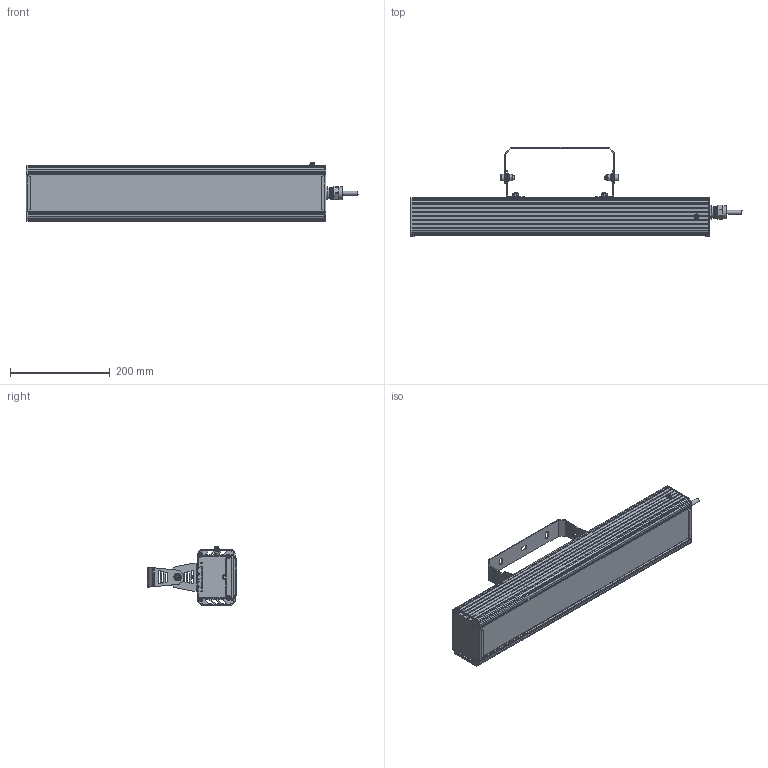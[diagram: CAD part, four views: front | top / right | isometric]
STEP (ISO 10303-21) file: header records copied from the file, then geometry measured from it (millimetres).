
FILE_DESCRIPTION(('STEP AP214'), '1');
FILE_NAME('001.0090.21.000 - ÃÑÏ-Ïðèìà-2Åõ-70', '2024-04-02T06:16:29', ('Åâãåíèé'), ('ÎÊÁ Ñâîé Ñòèëü'), 'C3D Converter', 'C3D Toolkit', '');
FILE_SCHEMA(('AUTOMOTIVE_DESIGN { 1 0 10303 214 3 1 1}'));
Length unit declared in the file: millimetre
Products named in the file (44): 001.0090.21.000
Assembly tree (72 placements, depth 3):
  001.0090.21.000
    (unnamed)
      (unnamed)  x4
      (unnamed)  x4
      (unnamed)
      (unnamed)
      (unnamed)
      (unnamed)
      (unnamed)
      (unnamed)
      (unnamed)
      (unnamed)
      (unnamed)
      (unnamed)
    (unnamed)  x8
      (unnamed)
      (unnamed)
      (unnamed)
      (unnamed)
      (unnamed)
      (unnamed)
      (unnamed)
      (unnamed)
      (unnamed)
    (unnamed)
      (unnamed)
    (unnamed)
      (unnamed)
      (unnamed)
      (unnamed)  x2
      (unnamed)
      (unnamed)
      (unnamed)
      (unnamed)
      (unnamed)
      (unnamed)
      (unnamed)
      (unnamed)
      (unnamed)  x2
      (unnamed)
      (unnamed)
      (unnamed)
      (unnamed)
      (unnamed)
Bounding box: 664 x 178.44 x 117.15 mm (x, y, z)
Volume: 1168947.8 mm3; surface area: 1007522.1 mm2
Topology: 311 solids, 311 shells, 3429 faces, 8041 edges, 5364 vertices
Faces by surface type: plane 2313, cylinder 966, cone 77, bspline 43, sphere 24, torus 6
Full cylindrical faces by diameter (mm): 1 x24, 2 x16, 2.5 x32, 2.8 x200, 3.2 x24, 3.5 x40, 4 x9, 4.917 x2, 5 x3, 6 x5, 6.6 x2, 6.647 x2, 7 x2, 8 x10, 8.5 x4, 9 x4, 10 x1, 11 x2, 12.5 x1, 13 x3, 15 x4, 16 x1, 17 x1, 18 x1, 18.5 x1, 19 x1, 20 x1, 21.5 x1, 22 x2, 25.5 x1
Entity records: 78043 total; most frequent: CARTESIAN_POINT 36041, DIRECTION 7918, ORIENTED_EDGE 6766, EDGE_CURVE 3383, AXIS2_PLACEMENT_3D 2887, VERTEX_POINT 2331, LINE 2144, VECTOR 2144
